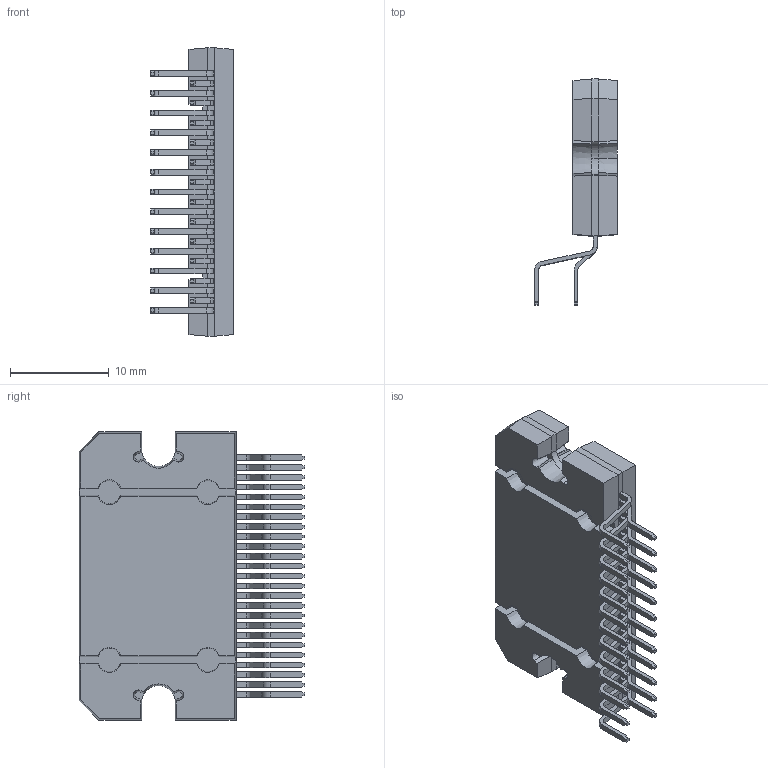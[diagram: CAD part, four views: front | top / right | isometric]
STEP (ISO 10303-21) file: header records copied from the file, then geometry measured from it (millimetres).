
FILE_DESCRIPTION (( 'STEP AP214' ), '1' );
FILE_NAME ('TDA7388.STEP', '2023-01-24T00:09:20', ( '' ), ( '' ), 'SwSTEP 2.0', 'SolidWorks 2021', '' );
FILE_SCHEMA (( 'AUTOMOTIVE_DESIGN' ));
Length unit declared in the file: millimetre
Products named in the file (1): TDA7388
Bounding box: 8.39 x 22.87 x 29.23 mm (x, y, z)
Volume: 1942 mm3; surface area: 1868.4 mm2
Topology: 26 solids, 26 shells, 573 faces, 1510 edges, 989 vertices
Faces by surface type: plane 440, cylinder 103, cone 30
Entity records: 17792 total; most frequent: CARTESIAN_POINT 3145, ORIENTED_EDGE 3020, DIRECTION 2903, EDGE_CURVE 1510, LINE 1217, VECTOR 1217, VERTEX_POINT 989, AXIS2_PLACEMENT_3D 843
